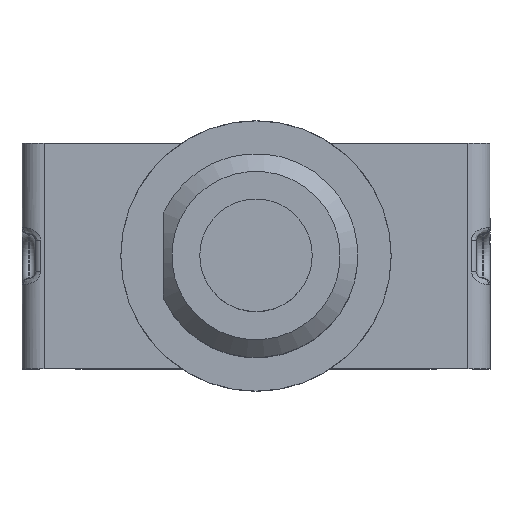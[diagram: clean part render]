
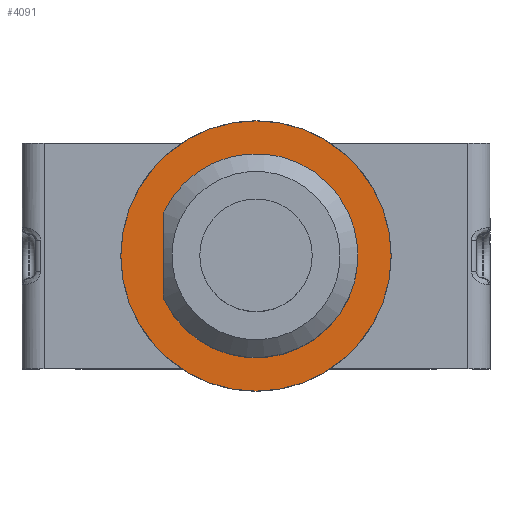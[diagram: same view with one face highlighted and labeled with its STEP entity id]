
A CAD part, top view. The second image highlights one B-rep face of the part: STEP entity #4091.
In plain terms, the highlighted planar face has unit normal (0, 0, 1).
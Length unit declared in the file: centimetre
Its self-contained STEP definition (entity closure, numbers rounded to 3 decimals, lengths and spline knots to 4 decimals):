
#50=FACE_BOUND('',#667,.T.);
#195=PLANE('',#4464);
#422=FACE_OUTER_BOUND('',#666,.T.);
#666=EDGE_LOOP('',(#3405));
#667=EDGE_LOOP('',(#3406,#3407));
#940=LINE('',#7606,#1325);
#1325=VECTOR('',#5288,1.);
#1665=CIRCLE('',#4463,0.23);
#1666=CIRCLE('',#4465,0.305);
#1927=VERTEX_POINT('',#7603);
#1928=VERTEX_POINT('',#7605);
#1929=VERTEX_POINT('',#7612);
#2444=EDGE_CURVE('',#1928,#1927,#940,.T.);
#2446=EDGE_CURVE('',#1927,#1928,#1665,.T.);
#2447=EDGE_CURVE('',#1929,#1929,#1666,.T.);
#3405=ORIENTED_EDGE('',*,*,#2447,.F.);
#3406=ORIENTED_EDGE('',*,*,#2444,.T.);
#3407=ORIENTED_EDGE('',*,*,#2446,.T.);
#4091=ADVANCED_FACE('',(#422,#50),#195,.F.);
#4463=AXIS2_PLACEMENT_3D('',#7610,#5294,#5295);
#4464=AXIS2_PLACEMENT_3D('',#7611,#5296,#5297);
#4465=AXIS2_PLACEMENT_3D('',#7613,#5298,#5299);
#5288=DIRECTION('',(0.,1.,0.));
#5294=DIRECTION('center_axis',(0.,0.,
-1.));
#5295=DIRECTION('ref_axis',(0.909,0.417,0.));
#5296=DIRECTION('center_axis',(0.,0.,
-1.));
#5297=DIRECTION('ref_axis',(1.,0.,0.));
#5298=DIRECTION('center_axis',(0.,0.,
-1.));
#5299=DIRECTION('ref_axis',(1.,0.,0.));
#7603=CARTESIAN_POINT('',(-0.209,0.096,0.824));
#7605=CARTESIAN_POINT('',(-0.209,-0.096,0.824));
#7606=CARTESIAN_POINT('',(-0.209,-0.048,0.824));
#7610=CARTESIAN_POINT('Origin',(0.,0.,
0.824));
#7611=CARTESIAN_POINT('Origin',(0.,0.,
0.824));
#7612=CARTESIAN_POINT('',(-0.305,0.,0.824));
#7613=CARTESIAN_POINT('Origin',(0.,0.,
0.824));
